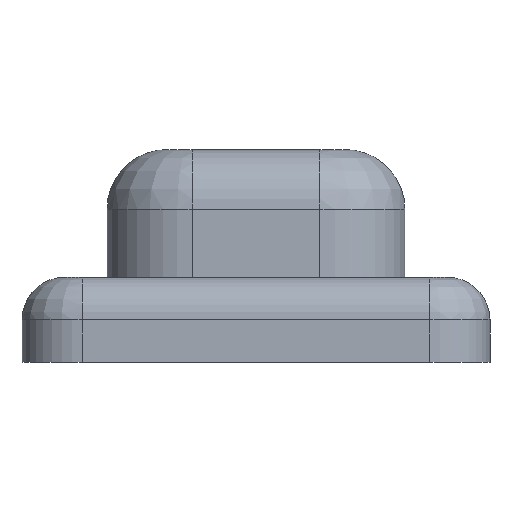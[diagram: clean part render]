
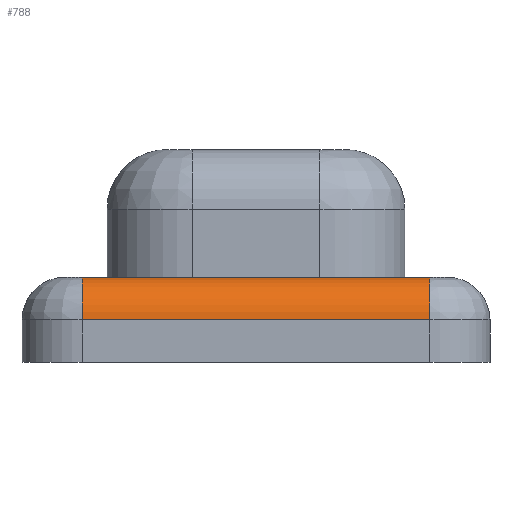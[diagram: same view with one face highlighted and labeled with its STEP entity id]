
A CAD part, front view. The second image highlights one B-rep face of the part: STEP entity #788.
In plain terms, the highlighted cylindrical face has radius 0.5 mm (diameter 1 mm), a partial arc.
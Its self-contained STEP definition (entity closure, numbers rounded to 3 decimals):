
#32 = PLANE('',#33);
#33 = AXIS2_PLACEMENT_3D('',#34,#35,#36);
#34 = CARTESIAN_POINT('',(-7.75,10.75,1.));
#35 = DIRECTION('',(-0.,-0.,-1.));
#36 = DIRECTION('',(-1.,0.,0.));
#193 = VERTEX_POINT('',#194);
#194 = CARTESIAN_POINT('',(-5.707,5.5,1.));
#213 = SURFACE_OF_REVOLUTION('',#214,#222);
#214 = B_SPLINE_CURVE_WITH_KNOTS('',6,(#215,#216,#217,#218,#219,#220,
    #221),.UNSPECIFIED.,.F.,.F.,(7,7),(4.712,6.283),
  .PIECEWISE_BEZIER_KNOTS.);
#215 = CARTESIAN_POINT('',(-5.707,5.5,1.));
#216 = CARTESIAN_POINT('',(-5.707,5.369,1.));
#217 = CARTESIAN_POINT('',(-5.707,5.238,0.959)
  );
#218 = CARTESIAN_POINT('',(-5.707,5.123,0.877)
  );
#219 = CARTESIAN_POINT('',(-5.707,5.041,0.762)
  );
#220 = CARTESIAN_POINT('',(-5.707,5.,0.631));
#221 = CARTESIAN_POINT('',(-5.707,5.,0.5));
#222 = AXIS1_PLACEMENT('',#223,#224);
#223 = CARTESIAN_POINT('',(-5.707,5.707,0.5));
#224 = DIRECTION('',(0.,0.,-1.));
#232 = EDGE_CURVE('',#233,#193,#235,.T.);
#233 = VERTEX_POINT('',#234);
#234 = CARTESIAN_POINT('',(-9.793,5.5,1.));
#235 = SURFACE_CURVE('',#236,(#240,#247),.PCURVE_S1.);
#236 = LINE('',#237,#238);
#237 = CARTESIAN_POINT('',(-9.793,5.5,1.));
#238 = VECTOR('',#239,1.);
#239 = DIRECTION('',(1.,0.,0.));
#240 = PCURVE('',#32,#241);
#241 = DEFINITIONAL_REPRESENTATION('',(#242),#246);
#242 = LINE('',#243,#244);
#243 = CARTESIAN_POINT('',(2.043,-5.25));
#244 = VECTOR('',#245,1.);
#245 = DIRECTION('',(-1.,0.));
#246 = ( GEOMETRIC_REPRESENTATION_CONTEXT(2) 
PARAMETRIC_REPRESENTATION_CONTEXT() REPRESENTATION_CONTEXT('2D SPACE',''
  ) );
#247 = PCURVE('',#248,#253);
#248 = CYLINDRICAL_SURFACE('',#249,0.5);
#249 = AXIS2_PLACEMENT_3D('',#250,#251,#252);
#250 = CARTESIAN_POINT('',(-9.793,5.5,0.5));
#251 = DIRECTION('',(1.,0.,0.));
#252 = DIRECTION('',(0.,0.,1.));
#253 = DEFINITIONAL_REPRESENTATION('',(#254),#258);
#254 = LINE('',#255,#256);
#255 = CARTESIAN_POINT('',(0.,0.));
#256 = VECTOR('',#257,1.);
#257 = DIRECTION('',(0.,1.));
#258 = ( GEOMETRIC_REPRESENTATION_CONTEXT(2) 
PARAMETRIC_REPRESENTATION_CONTEXT() REPRESENTATION_CONTEXT('2D SPACE',''
  ) );
#279 = SURFACE_OF_REVOLUTION('',#280,#288);
#280 = B_SPLINE_CURVE_WITH_KNOTS('',6,(#281,#282,#283,#284,#285,#286,
    #287),.UNSPECIFIED.,.F.,.F.,(7,7),(4.712,6.283),
  .PIECEWISE_BEZIER_KNOTS.);
#281 = CARTESIAN_POINT('',(-10.,5.707,1.));
#282 = CARTESIAN_POINT('',(-10.131,5.707,1.));
#283 = CARTESIAN_POINT('',(-10.262,5.707,0.959)
  );
#284 = CARTESIAN_POINT('',(-10.377,5.707,0.877)
  );
#285 = CARTESIAN_POINT('',(-10.459,5.707,0.762
    ));
#286 = CARTESIAN_POINT('',(-10.5,5.707,0.631));
#287 = CARTESIAN_POINT('',(-10.5,5.707,0.5));
#288 = AXIS1_PLACEMENT('',#289,#290);
#289 = CARTESIAN_POINT('',(-9.793,5.707,0.5));
#290 = DIRECTION('',(0.,0.,-1.));
#683 = EDGE_CURVE('',#233,#684,#686,.T.);
#684 = VERTEX_POINT('',#685);
#685 = CARTESIAN_POINT('',(-9.793,5.,0.5));
#686 = SURFACE_CURVE('',#687,(#692,#699),.PCURVE_S1.);
#687 = CIRCLE('',#688,0.5);
#688 = AXIS2_PLACEMENT_3D('',#689,#690,#691);
#689 = CARTESIAN_POINT('',(-9.793,5.5,0.5));
#690 = DIRECTION('',(1.,0.,0.));
#691 = DIRECTION('',(0.,-1.,0.));
#692 = PCURVE('',#279,#693);
#693 = DEFINITIONAL_REPRESENTATION('',(#694),#698);
#694 = LINE('',#695,#696);
#695 = CARTESIAN_POINT('',(-1.571,0.));
#696 = VECTOR('',#697,1.);
#697 = DIRECTION('',(-0.,1.));
#698 = ( GEOMETRIC_REPRESENTATION_CONTEXT(2) 
PARAMETRIC_REPRESENTATION_CONTEXT() REPRESENTATION_CONTEXT('2D SPACE',''
  ) );
#699 = PCURVE('',#248,#700);
#700 = DEFINITIONAL_REPRESENTATION('',(#701),#705);
#701 = LINE('',#702,#703);
#702 = CARTESIAN_POINT('',(-4.712,0.));
#703 = VECTOR('',#704,1.);
#704 = DIRECTION('',(1.,0.));
#705 = ( GEOMETRIC_REPRESENTATION_CONTEXT(2) 
PARAMETRIC_REPRESENTATION_CONTEXT() REPRESENTATION_CONTEXT('2D SPACE',''
  ) );
#788 = ADVANCED_FACE('',(#789),#248,.T.);
#789 = FACE_BOUND('',#790,.T.);
#790 = EDGE_LOOP('',(#791,#792,#820,#842));
#791 = ORIENTED_EDGE('',*,*,#683,.T.);
#792 = ORIENTED_EDGE('',*,*,#793,.T.);
#793 = EDGE_CURVE('',#684,#794,#796,.T.);
#794 = VERTEX_POINT('',#795);
#795 = CARTESIAN_POINT('',(-5.707,5.,0.5));
#796 = SURFACE_CURVE('',#797,(#801,#808),.PCURVE_S1.);
#797 = LINE('',#798,#799);
#798 = CARTESIAN_POINT('',(-9.793,5.,0.5));
#799 = VECTOR('',#800,1.);
#800 = DIRECTION('',(1.,0.,0.));
#801 = PCURVE('',#248,#802);
#802 = DEFINITIONAL_REPRESENTATION('',(#803),#807);
#803 = LINE('',#804,#805);
#804 = CARTESIAN_POINT('',(1.571,0.));
#805 = VECTOR('',#806,1.);
#806 = DIRECTION('',(0.,1.));
#807 = ( GEOMETRIC_REPRESENTATION_CONTEXT(2) 
PARAMETRIC_REPRESENTATION_CONTEXT() REPRESENTATION_CONTEXT('2D SPACE',''
  ) );
#808 = PCURVE('',#809,#814);
#809 = PLANE('',#810);
#810 = AXIS2_PLACEMENT_3D('',#811,#812,#813);
#811 = CARTESIAN_POINT('',(-5.707,5.,0.));
#812 = DIRECTION('',(0.,-1.,0.));
#813 = DIRECTION('',(-1.,0.,0.));
#814 = DEFINITIONAL_REPRESENTATION('',(#815),#819);
#815 = LINE('',#816,#817);
#816 = CARTESIAN_POINT('',(4.086,-0.5));
#817 = VECTOR('',#818,1.);
#818 = DIRECTION('',(-1.,-0.));
#819 = ( GEOMETRIC_REPRESENTATION_CONTEXT(2) 
PARAMETRIC_REPRESENTATION_CONTEXT() REPRESENTATION_CONTEXT('2D SPACE',''
  ) );
#820 = ORIENTED_EDGE('',*,*,#821,.F.);
#821 = EDGE_CURVE('',#193,#794,#822,.T.);
#822 = SURFACE_CURVE('',#823,(#828,#835),.PCURVE_S1.);
#823 = CIRCLE('',#824,0.5);
#824 = AXIS2_PLACEMENT_3D('',#825,#826,#827);
#825 = CARTESIAN_POINT('',(-5.707,5.5,0.5));
#826 = DIRECTION('',(1.,0.,-0.));
#827 = DIRECTION('',(0.,0.,1.));
#828 = PCURVE('',#248,#829);
#829 = DEFINITIONAL_REPRESENTATION('',(#830),#834);
#830 = LINE('',#831,#832);
#831 = CARTESIAN_POINT('',(0.,4.086));
#832 = VECTOR('',#833,1.);
#833 = DIRECTION('',(1.,0.));
#834 = ( GEOMETRIC_REPRESENTATION_CONTEXT(2) 
PARAMETRIC_REPRESENTATION_CONTEXT() REPRESENTATION_CONTEXT('2D SPACE',''
  ) );
#835 = PCURVE('',#213,#836);
#836 = DEFINITIONAL_REPRESENTATION('',(#837),#841);
#837 = LINE('',#838,#839);
#838 = CARTESIAN_POINT('',(-0.,4.712));
#839 = VECTOR('',#840,1.);
#840 = DIRECTION('',(-0.,1.));
#841 = ( GEOMETRIC_REPRESENTATION_CONTEXT(2) 
PARAMETRIC_REPRESENTATION_CONTEXT() REPRESENTATION_CONTEXT('2D SPACE',''
  ) );
#842 = ORIENTED_EDGE('',*,*,#232,.F.);
